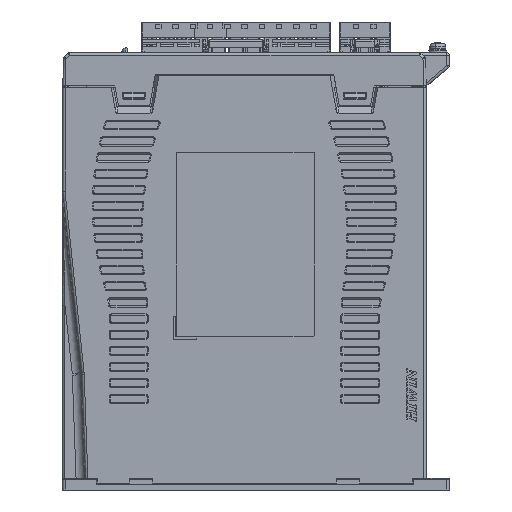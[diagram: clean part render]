
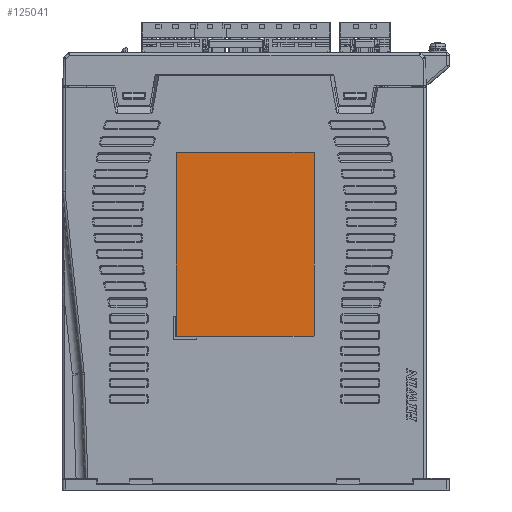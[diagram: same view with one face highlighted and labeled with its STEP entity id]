
A CAD part, left-side view. The second image highlights one B-rep face of the part: STEP entity #125041.
In plain terms, the highlighted planar face has unit normal (-1, 0, 0).
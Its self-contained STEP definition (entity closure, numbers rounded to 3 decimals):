
#5989 = CIRCLE ( 'NONE', #71632, 0.5 ) ;
#6934 = DIRECTION ( 'NONE',  ( -1., 0., 0. ) ) ;
#10830 = ORIENTED_EDGE ( 'NONE', *, *, #162876, .T. ) ;
#16690 = DIRECTION ( 'NONE',  ( -1., 0., 0. ) ) ;
#19536 = CARTESIAN_POINT ( 'NONE',  ( -0.1, -25.321, 62.235 ) ) ;
#20216 = CARTESIAN_POINT ( 'NONE',  ( -0.1, 34.679, 141.735 ) ) ;
#20598 = DIRECTION ( 'NONE',  ( -1., 0., 0. ) ) ;
#21190 = LINE ( 'NONE', #70295, #55482 ) ;
#23837 = AXIS2_PLACEMENT_3D ( 'NONE', #104316, #16690, #118920 ) ;
#28520 = DIRECTION ( 'NONE',  ( -1., 0., 0. ) ) ;
#31622 = CIRCLE ( 'NONE', #71040, 0.5 ) ;
#35110 = AXIS2_PLACEMENT_3D ( 'NONE', #116059, #28520, #130674 ) ;
#35432 = LINE ( 'NONE', #112451, #186070 ) ;
#36979 = VERTEX_POINT ( 'NONE', #182817 ) ;
#43157 = EDGE_LOOP ( 'NONE', ( #74338, #93034, #97946, #115226, #127241, #165567, #183906, #10830 ) ) ;
#55028 = VERTEX_POINT ( 'NONE', #76076 ) ;
#55482 = VECTOR ( 'NONE', #157471, 1000. ) ;
#56979 = VERTEX_POINT ( 'NONE', #184371 ) ;
#58549 = VERTEX_POINT ( 'NONE', #130570 ) ;
#65050 = DIRECTION ( 'NONE',  ( 0., -1., 0. ) ) ;
#66657 = CARTESIAN_POINT ( 'NONE',  ( -0.1, 34.179, 61.735 ) ) ;
#69536 = VERTEX_POINT ( 'NONE', #184171 ) ;
#70295 = CARTESIAN_POINT ( 'NONE',  ( -0.1, -25.321, 141.735 ) ) ;
#71040 = AXIS2_PLACEMENT_3D ( 'NONE', #108207, #20598, #122833 ) ;
#71632 = AXIS2_PLACEMENT_3D ( 'NONE', #94683, #6934, #109247 ) ;
#74338 = ORIENTED_EDGE ( 'NONE', *, *, #143186, .F. ) ;
#76076 = CARTESIAN_POINT ( 'NONE',  ( -0.1, -24.821, 61.735 ) ) ;
#82686 = CARTESIAN_POINT ( 'NONE',  ( -0.1, 34.179, 62.235 ) ) ;
#89750 = PLANE ( 'NONE',  #23837 ) ;
#93034 = ORIENTED_EDGE ( 'NONE', *, *, #144037, .T. ) ;
#94546 = CARTESIAN_POINT ( 'NONE',  ( -0.1, 34.679, 61.735 ) ) ;
#94683 = CARTESIAN_POINT ( 'NONE',  ( -0.1, -24.821, 62.235 ) ) ;
#97299 = DIRECTION ( 'NONE',  ( 0., 1., 0. ) ) ;
#97946 = ORIENTED_EDGE ( 'NONE', *, *, #151544, .F. ) ;
#98399 = CIRCLE ( 'NONE', #35110, 0.5 ) ;
#100821 = CARTESIAN_POINT ( 'NONE',  ( -0.1, 34.679, 62.235 ) ) ;
#104316 = CARTESIAN_POINT ( 'NONE',  ( -0.1, -25.321, 61.735 ) ) ;
#105960 = VERTEX_POINT ( 'NONE', #66657 ) ;
#108207 = CARTESIAN_POINT ( 'NONE',  ( -0.1, -24.821, 141.235 ) ) ;
#109103 = DIRECTION ( 'NONE',  ( 0., 1., 0. ) ) ;
#109247 = DIRECTION ( 'NONE',  ( 0., 1., 0. ) ) ;
#112451 = CARTESIAN_POINT ( 'NONE',  ( -0.1, 34.679, 141.735 ) ) ;
#115226 = ORIENTED_EDGE ( 'NONE', *, *, #152930, .T. ) ;
#116059 = CARTESIAN_POINT ( 'NONE',  ( -0.1, 34.179, 141.235 ) ) ;
#118920 = DIRECTION ( 'NONE',  ( 0., 1., 0. ) ) ;
#119637 = AXIS2_PLACEMENT_3D ( 'NONE', #82686, #184437, #97299 ) ;
#122833 = DIRECTION ( 'NONE',  ( 0., 1., 0. ) ) ;
#123711 = EDGE_CURVE ( 'NONE', #126087, #56979, #35432, .T. ) ;
#125041 = ADVANCED_FACE ( 'NONE', ( #183342 ), #89750, .T. ) ;
#125221 = VECTOR ( 'NONE', #109103, 1000. ) ;
#126087 = VERTEX_POINT ( 'NONE', #100821 ) ;
#127241 = ORIENTED_EDGE ( 'NONE', *, *, #123711, .F. ) ;
#130570 = CARTESIAN_POINT ( 'NONE',  ( -0.1, -25.321, 141.235 ) ) ;
#130674 = DIRECTION ( 'NONE',  ( 0., 1., 0. ) ) ;
#143186 = EDGE_CURVE ( 'NONE', #58549, #188928, #21190, .T. ) ;
#144037 = EDGE_CURVE ( 'NONE', #58549, #69536, #31622, .T. ) ;
#151544 = EDGE_CURVE ( 'NONE', #36979, #69536, #157987, .T. ) ;
#152930 = EDGE_CURVE ( 'NONE', #36979, #56979, #98399, .T. ) ;
#153466 = VECTOR ( 'NONE', #65050, 1000. ) ;
#153779 = EDGE_CURVE ( 'NONE', #126087, #105960, #154919, .T. ) ;
#154310 = EDGE_CURVE ( 'NONE', #55028, #105960, #163834, .T. ) ;
#154919 = CIRCLE ( 'NONE', #119637, 0.5 ) ;
#156343 = DIRECTION ( 'NONE',  ( 0., 0., 1. ) ) ;
#157471 = DIRECTION ( 'NONE',  ( 0., 0., -1. ) ) ;
#157987 = LINE ( 'NONE', #20216, #153466 ) ;
#162876 = EDGE_CURVE ( 'NONE', #55028, #188928, #5989, .T. ) ;
#163834 = LINE ( 'NONE', #94546, #125221 ) ;
#165567 = ORIENTED_EDGE ( 'NONE', *, *, #153779, .T. ) ;
#182817 = CARTESIAN_POINT ( 'NONE',  ( -0.1, 34.179, 141.735 ) ) ;
#183342 = FACE_OUTER_BOUND ( 'NONE', #43157, .T. ) ;
#183906 = ORIENTED_EDGE ( 'NONE', *, *, #154310, .F. ) ;
#184171 = CARTESIAN_POINT ( 'NONE',  ( -0.1, -24.821, 141.735 ) ) ;
#184371 = CARTESIAN_POINT ( 'NONE',  ( -0.1, 34.679, 141.235 ) ) ;
#184437 = DIRECTION ( 'NONE',  ( -1., 0., 0. ) ) ;
#186070 = VECTOR ( 'NONE', #156343, 1000. ) ;
#188928 = VERTEX_POINT ( 'NONE', #19536 ) ;
